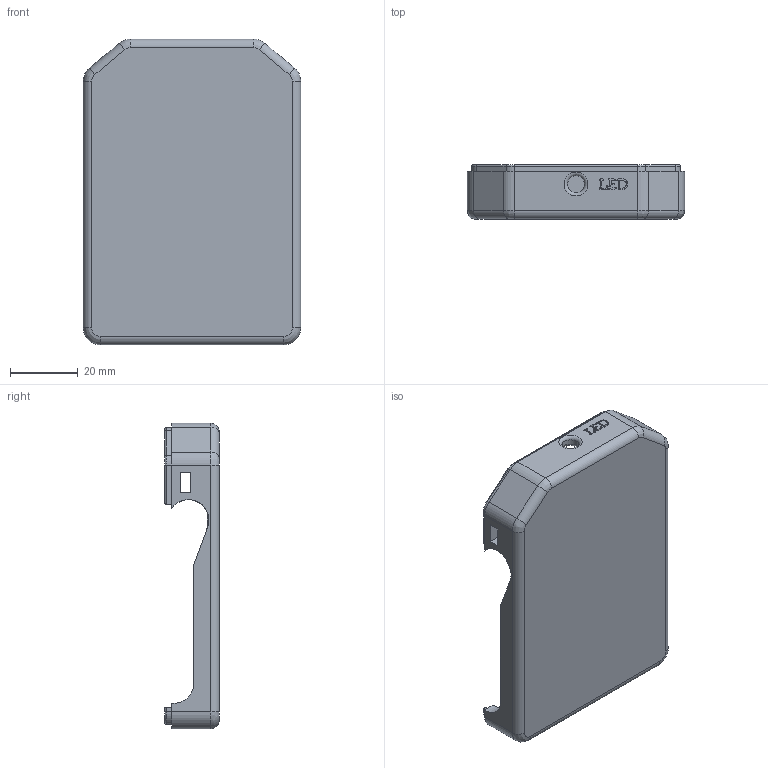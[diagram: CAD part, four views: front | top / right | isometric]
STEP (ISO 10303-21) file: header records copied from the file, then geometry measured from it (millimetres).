
FILE_DESCRIPTION(/* description */ (''),/* implementation_level */ '2;1');
FILE_NAME(/* name */ 'Enabled-Controller-Bottom.step',/* time_stamp */ '2020-11-28T17:17:46-08:00',/* author */ (''),/* organization */ (''),/* preprocessor_version */ 'ST-DEVELOPER v18.1',/* originating_system */ 'Autodesk Translation Framework v9.3.0.1241',/* authorisation */ '');
FILE_SCHEMA (('AUTOMOTIVE_DESIGN { 1 0 10303 214 3 1 1 }'));
Length unit declared in the file: millimetre
Products named in the file (2): Enabled-Controller-Case; Plastic Case
Assembly tree (1 placements, depth 2):
  Enabled-Controller-Case
    Plastic Case
Bounding box: 64 x 16 x 90 mm (x, y, z)
Volume: 26449 mm3; surface area: 17008 mm2
Topology: 1 solids, 1 shells, 321 faces, 895 edges, 581 vertices
Faces by surface type: bspline 194, plane 71, cylinder 48, torus 8
Full cylindrical faces by diameter (mm): 2.7 x2, 5 x1
Entity records: 12047 total; most frequent: CARTESIAN_POINT 5052, ORIENTED_EDGE 1766, EDGE_CURVE 883, DIRECTION 871, VERTEX_POINT 575, LINE 399, VECTOR 399, B_SPLINE_CURVE_WITH_KNOTS 378
